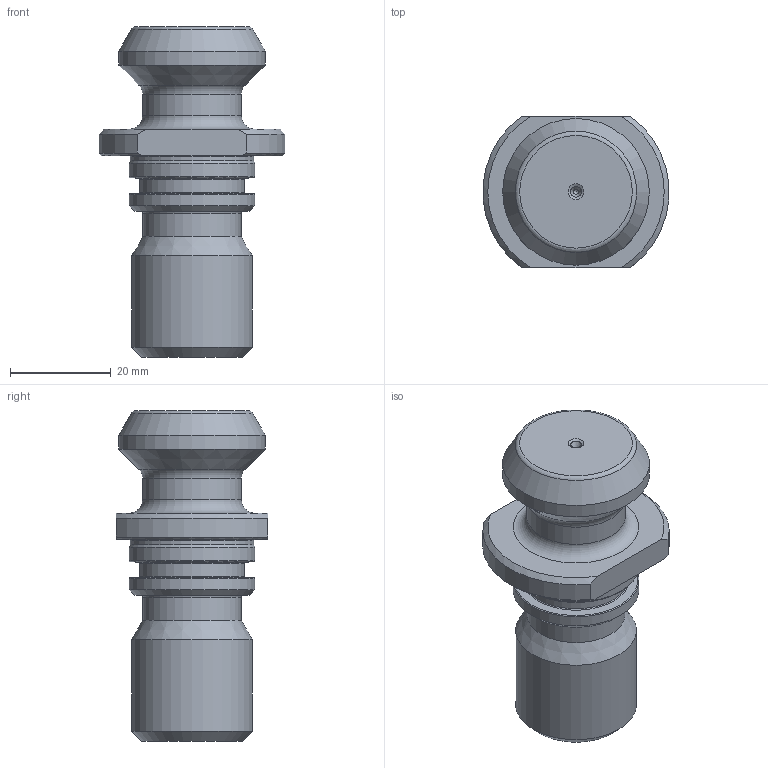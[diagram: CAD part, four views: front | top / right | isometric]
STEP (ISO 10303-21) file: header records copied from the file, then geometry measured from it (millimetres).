
FILE_DESCRIPTION(/* description */ (''),/* implementation_level */ '2;1');
FILE_NAME(/* name */ '1498473363605.stp',/* time_stamp */ '2017-06-26T12:36:05+02:00',/* author */ (''),/* organization */ ('SMS'),/* preprocessor_version */ 'ST-DEVELOPER v15',/* originating_system */ 'SIEMENS PLM Software NX 8.5',/* authorisation */ '');
FILE_SCHEMA (('AUTOMOTIVE_DESIGN { 1 0 10303 214 3 1 1 1 }'));
Length unit declared in the file: millimetre
Products named in the file (1): 201120734MOD000_00
Bounding box: 36.86 x 30 x 65.55 mm (x, y, z)
Volume: 31019.3 mm3; surface area: 7503 mm2
Topology: 1 solids, 1 shells, 48 faces, 104 edges, 62 vertices
Faces by surface type: cone 19, cylinder 12, torus 9, plane 8
Full cylindrical faces by diameter (mm): 1 x2, 19.5 x1, 19.6 x1, 20.8 x1, 24 x1, 24.5 x1, 25 x2, 29.1 x1
Entity records: 1124 total; most frequent: DIRECTION 204, CARTESIAN_POINT 194, ORIENTED_EDGE 124, AXIS2_PLACEMENT_3D 98, EDGE_LOOP 86, FACE_BOUND 80, EDGE_CURVE 62, VERTEX_POINT 56
